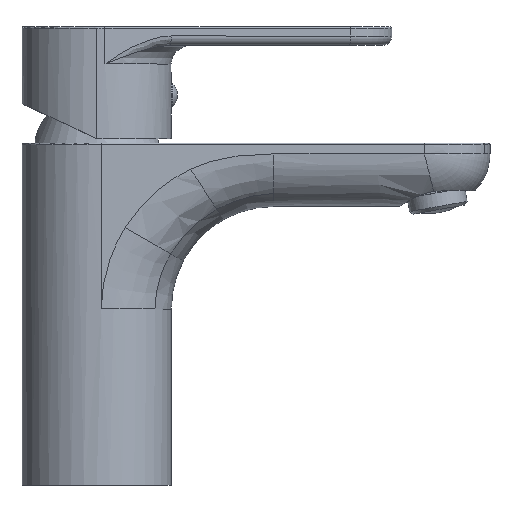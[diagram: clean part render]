
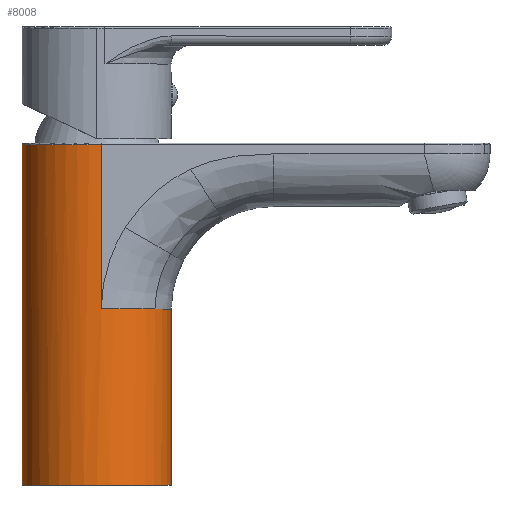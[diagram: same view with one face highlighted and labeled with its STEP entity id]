
A CAD part, top view. The second image highlights one B-rep face of the part: STEP entity #8008.
In plain terms, the highlighted cylindrical face has radius 24 mm (diameter 48 mm), a partial arc.
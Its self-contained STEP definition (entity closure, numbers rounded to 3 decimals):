
#233=DIRECTION('',(0.,1.,0.));
#234=VECTOR('',#233,56.677);
#235=CARTESIAN_POINT('',(24.,0.5,0.));
#236=LINE('',#235,#234);
#246=DIRECTION('',(0.,-1.,0.));
#247=VECTOR('',#246,109.5);
#248=CARTESIAN_POINT('',(-24.,110.,0.));
#249=LINE('',#248,#247);
#260=CARTESIAN_POINT('',(0.,0.5,0.));
#261=DIRECTION('',(0.,-1.,0.));
#262=DIRECTION('',(1.,0.,0.));
#263=AXIS2_PLACEMENT_3D('',#260,#261,#262);
#265=CARTESIAN_POINT('',(0.,110.,0.));
#266=DIRECTION('',(0.,1.,0.));
#267=DIRECTION('',(-1.,0.,0.));
#268=AXIS2_PLACEMENT_3D('',#265,#266,#267);
#270=DIRECTION('',(0.,1.,0.));
#271=VECTOR('',#270,52.823);
#272=CARTESIAN_POINT('',(1.454,57.177,23.956));
#273=LINE('',#272,#271);
#680=CARTESIAN_POINT('',(0.,57.177,0.));
#681=DIRECTION('',(0.,1.,0.));
#682=DIRECTION('',(0.781,0.,0.625));
#683=AXIS2_PLACEMENT_3D('',#680,#681,#682);
#703=CARTESIAN_POINT('',(0.,57.177,0.));
#704=DIRECTION('',(0.,1.,0.));
#705=DIRECTION('',(0.061,0.,0.998));
#706=AXIS2_PLACEMENT_3D('',#703,#704,#705);
#7011=CARTESIAN_POINT('',(24.,57.177,0.));
#7012=VERTEX_POINT('',#7011);
#7024=CARTESIAN_POINT('',(18.735,57.177,15.));
#7025=VERTEX_POINT('',#7024);
#7026=CARTESIAN_POINT('',(1.455,57.177,23.956));
#7027=VERTEX_POINT('',#7026);
#7036=CARTESIAN_POINT('',(-24.,110.,0.));
#7038=VERTEX_POINT('',#7036);
#7039=CARTESIAN_POINT('',(1.455,110.,23.956));
#7040=VERTEX_POINT('',#7039);
#7052=CARTESIAN_POINT('',(24.,0.5,0.));
#7053=CARTESIAN_POINT('',(-24.,0.5,0.));
#7054=VERTEX_POINT('',#7052);
#7055=VERTEX_POINT('',#7053);
#7991=CARTESIAN_POINT('',(0.,110.5,0.));
#7992=DIRECTION('',(0.,-1.,0.));
#7993=DIRECTION('',(1.,0.,0.));
#7994=AXIS2_PLACEMENT_3D('',#7991,#7992,#7993);
#7995=CYLINDRICAL_SURFACE('',#7994,24.);
#7996=ORIENTED_EDGE('',*,*,#7973,.T.);
#7997=ORIENTED_EDGE('',*,*,#7955,.F.);
#7998=ORIENTED_EDGE('',*,*,#7345,.T.);
#8000=ORIENTED_EDGE('',*,*,#7999,.F.);
#8002=ORIENTED_EDGE('',*,*,#8001,.T.);
#8004=ORIENTED_EDGE('',*,*,#8003,.T.);
#8005=ORIENTED_EDGE('',*,*,#7947,.F.);
#8006=EDGE_LOOP('',(#7996,#7997,#7998,#8000,#8002,#8004,#8005));
#8007=FACE_OUTER_BOUND('',#8006,.F.);
#8008=ADVANCED_FACE('',(#8007),#7995,.T.);
#264=CIRCLE('',#263,24.);
#269=CIRCLE('',#268,24.);
#684=CIRCLE('',#683,24.);
#707=CIRCLE('',#706,24.);
#7345=EDGE_CURVE('',#7038,#7040,#269,.T.);
#7947=EDGE_CURVE('',#7054,#7012,#236,.T.);
#7955=EDGE_CURVE('',#7038,#7055,#249,.T.);
#7973=EDGE_CURVE('',#7054,#7055,#264,.T.);
#7999=EDGE_CURVE('',#7027,#7040,#273,.T.);
#8001=EDGE_CURVE('',#7027,#7025,#707,.T.);
#8003=EDGE_CURVE('',#7025,#7012,#684,.T.);
